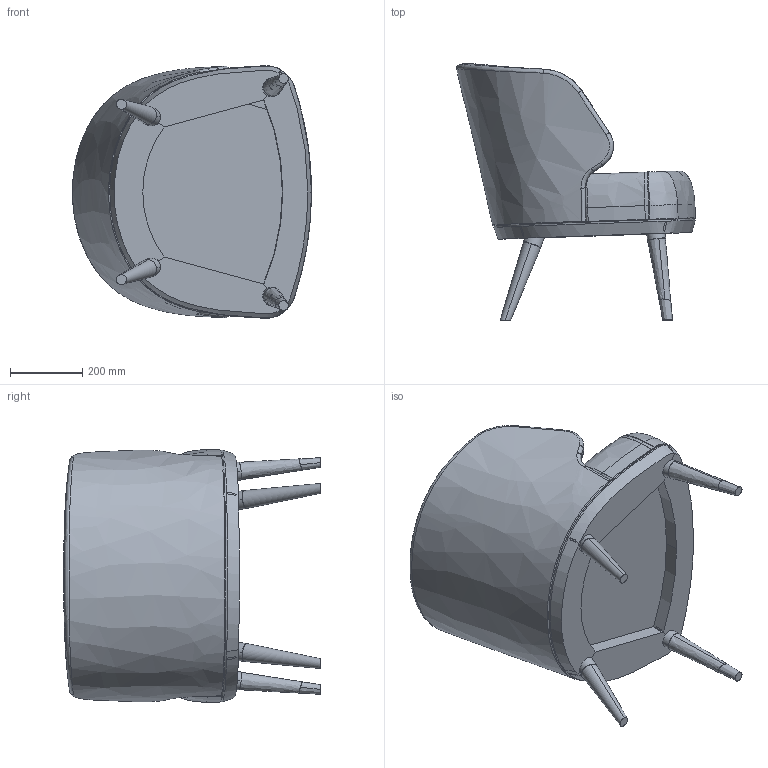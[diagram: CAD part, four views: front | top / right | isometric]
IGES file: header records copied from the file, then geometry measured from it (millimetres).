
Start section: SolidWorks IGES file using analytic representation for surfaces
Global section: file name: Poltrona Ariella M1384.IGS; native system: SolidWorks 2025; preprocessor: SolidWorks 2025; author: Mateus; date: 250915.144158; units: millimetre
Bounding box: 661.93 x 710.38 x 698.95 mm (x, y, z)
Volume: 37187997.3 mm3; surface area: 2692779.9 mm2
Topology: 13 solids, 13 shells, 989 faces, 2791 edges, 1813 vertices
Faces by surface type: plane 557, bspline 216, revolution 216
